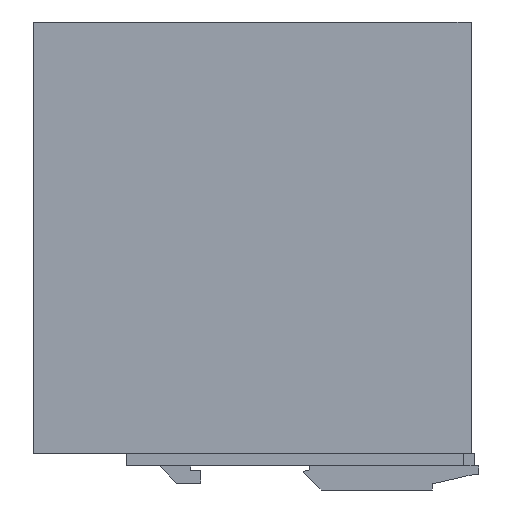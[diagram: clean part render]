
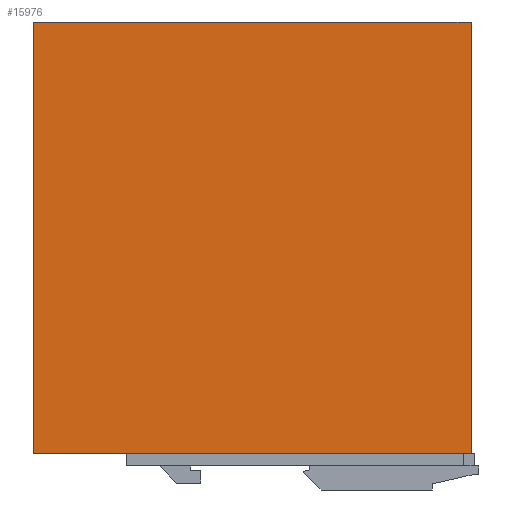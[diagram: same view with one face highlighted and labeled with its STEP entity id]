
A CAD part, left-side view. The second image highlights one B-rep face of the part: STEP entity #15976.
In plain terms, the highlighted planar face has unit normal (-1, 0, 0).
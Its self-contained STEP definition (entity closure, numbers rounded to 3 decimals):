
#81 = CARTESIAN_POINT ( 'NONE',  ( -22.5, 63.5, 0. ) ) ;
#197 = LINE ( 'NONE', #81, #11687 ) ;
#605 = LINE ( 'NONE', #3588, #10795 ) ;
#865 = AXIS2_PLACEMENT_3D ( 'NONE', #6387, #12009, #6206 ) ;
#1382 = VERTEX_POINT ( 'NONE', #3971 ) ;
#2208 = PLANE ( 'NONE',  #865 ) ;
#3588 = CARTESIAN_POINT ( 'NONE',  ( -22.5, 63.5, -125. ) ) ;
#3971 = CARTESIAN_POINT ( 'NONE',  ( -22.5, 63.5, 0. ) ) ;
#4194 = VECTOR ( 'NONE', #17446, 1000. ) ;
#4385 = CARTESIAN_POINT ( 'NONE',  ( -22.5, -63.5, -125. ) ) ;
#4582 = EDGE_CURVE ( 'NONE', #12430, #13992, #12558, .T. ) ;
#6206 = DIRECTION ( 'NONE',  ( 0., 0., -1. ) ) ;
#6387 = CARTESIAN_POINT ( 'NONE',  ( -22.5, 0., 0. ) ) ;
#6730 = DIRECTION ( 'NONE',  ( 0., 0., 1. ) ) ;
#7051 = EDGE_LOOP ( 'NONE', ( #9655, #15696, #16339, #11798 ) ) ;
#7840 = LINE ( 'NONE', #14628, #4194 ) ;
#8442 = VECTOR ( 'NONE', #6730, 1000. ) ;
#9655 = ORIENTED_EDGE ( 'NONE', *, *, #12161, .F. ) ;
#9923 = CARTESIAN_POINT ( 'NONE',  ( -22.5, 63.5, -125. ) ) ;
#10795 = VECTOR ( 'NONE', #13281, 1000. ) ;
#11236 = FACE_OUTER_BOUND ( 'NONE', #7051, .T. ) ;
#11348 = VERTEX_POINT ( 'NONE', #9923 ) ;
#11687 = VECTOR ( 'NONE', #15550, 1000. ) ;
#11798 = ORIENTED_EDGE ( 'NONE', *, *, #15773, .T. ) ;
#12009 = DIRECTION ( 'NONE',  ( 1., 0., 0. ) ) ;
#12161 = EDGE_CURVE ( 'NONE', #12430, #11348, #605, .T. ) ;
#12273 = CARTESIAN_POINT ( 'NONE',  ( -22.5, -63.5, 0. ) ) ;
#12430 = VERTEX_POINT ( 'NONE', #4385 ) ;
#12558 = LINE ( 'NONE', #12273, #8442 ) ;
#13281 = DIRECTION ( 'NONE',  ( 0., 1., 0. ) ) ;
#13942 = EDGE_CURVE ( 'NONE', #13992, #1382, #7840, .T. ) ;
#13992 = VERTEX_POINT ( 'NONE', #16247 ) ;
#14628 = CARTESIAN_POINT ( 'NONE',  ( -22.5, 0., 0. ) ) ;
#15550 = DIRECTION ( 'NONE',  ( 0., 0., -1. ) ) ;
#15696 = ORIENTED_EDGE ( 'NONE', *, *, #4582, .T. ) ;
#15773 = EDGE_CURVE ( 'NONE', #1382, #11348, #197, .T. ) ;
#15976 = ADVANCED_FACE ( 'NONE', ( #11236 ), #2208, .F. ) ;
#16247 = CARTESIAN_POINT ( 'NONE',  ( -22.5, -63.5, 0. ) ) ;
#16339 = ORIENTED_EDGE ( 'NONE', *, *, #13942, .T. ) ;
#17446 = DIRECTION ( 'NONE',  ( 0., 1., 0. ) ) ;
